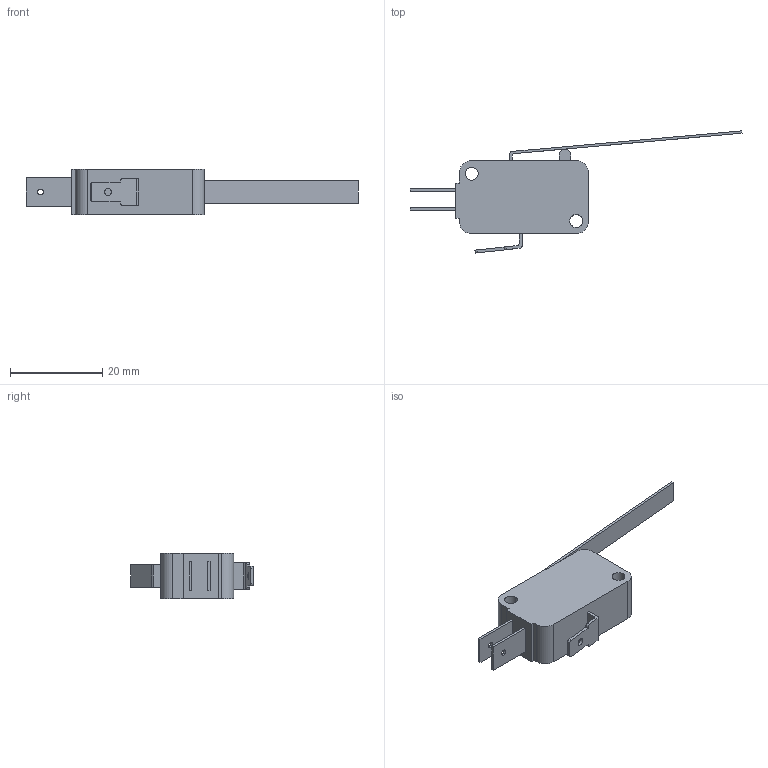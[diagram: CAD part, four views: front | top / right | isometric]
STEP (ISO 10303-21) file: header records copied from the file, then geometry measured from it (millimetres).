
FILE_DESCRIPTION (( 'STEP AP214' ), '1' );
FILE_NAME ('MiniatureBasicSwitch.step', '2018-12-19T16:54:42', ( '' ), ( '' ), 'SwSTEP 2.0', 'SolidWorks 2018', '' );
FILE_SCHEMA (( 'AUTOMOTIVE_DESIGN' ));
Length unit declared in the file: millimetre
Products named in the file (1): MiniatureBasicSwitch
Bounding box: 71.81 x 26.43 x 9.91 mm (x, y, z)
Volume: 4498.1 mm3; surface area: 2858.2 mm2
Topology: 1 solids, 1 shells, 65 faces, 174 edges, 116 vertices
Faces by surface type: plane 42, cylinder 23
Entity records: 2803 total; most frequent: CARTESIAN_POINT 356, DIRECTION 352, ORIENTED_EDGE 348, EDGE_CURVE 174, VECTOR 128, LINE 128, VERTEX_POINT 116, AXIS2_PLACEMENT_3D 112
